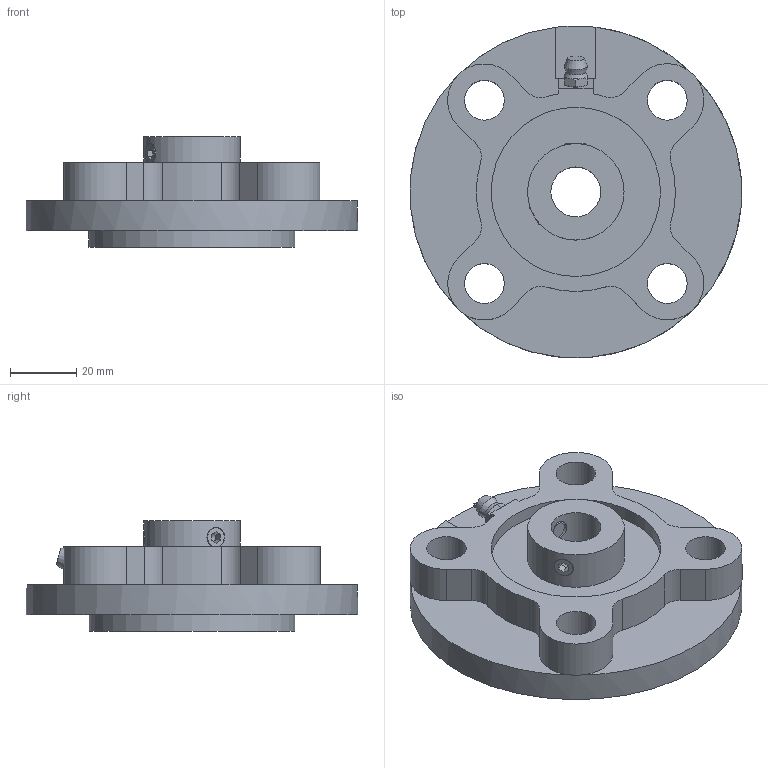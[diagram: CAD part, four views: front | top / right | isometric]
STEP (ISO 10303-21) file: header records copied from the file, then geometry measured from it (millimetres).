
FILE_DESCRIPTION( ( 'STEP AP214' ), ' ' );
FILE_NAME( 'UCFC202J.stp', '2018-05-30T07:19:59', ( '' ), ( '' ), ' ', 'PARTsolutions', ' ' );
FILE_SCHEMA( ( 'AUTOMOTIVE_DESIGN { 1 0 10303 214 1 1 1 1 }' ) );
Length unit declared in the file: millimetre
Products named in the file (2): UCFC202J; _UCFC202-Housing
Assembly tree (1 placements, depth 2):
  UCFC202J
    _UCFC202-Housing
Bounding box: 99.88 x 99.93 x 33.3 mm (x, y, z)
Volume: 111739.3 mm3; surface area: 30075.3 mm2
Topology: 1 solids, 1 shells, 110 faces, 267 edges, 169 vertices
Faces by surface type: plane 50, cylinder 39, cone 19, torus 2
Full cylindrical faces by diameter (mm): 6 x2, 7 x1, 12 x4, 15 x1, 29.06 x2, 49.6 x1, 51 x1, 62 x1, 100 x1
Entity records: 4291 total; most frequent: CARTESIAN_POINT 953, DIRECTION 505, ORIENTED_EDGE 464, EDGE_CURVE 232, AXIS2_PLACEMENT_3D 207, VERTEX_POINT 159, EDGE_LOOP 153, FACE_OUTER_BOUND 126
